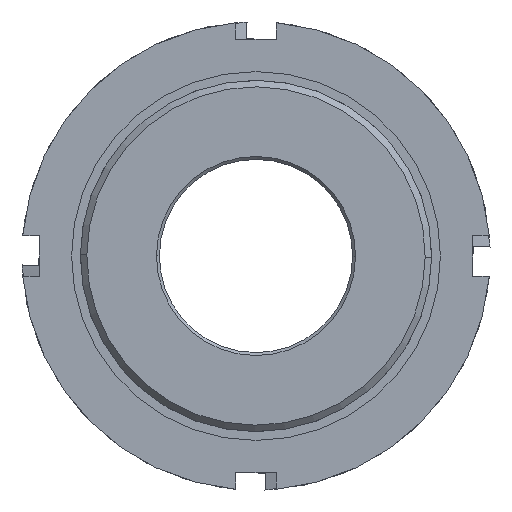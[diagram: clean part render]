
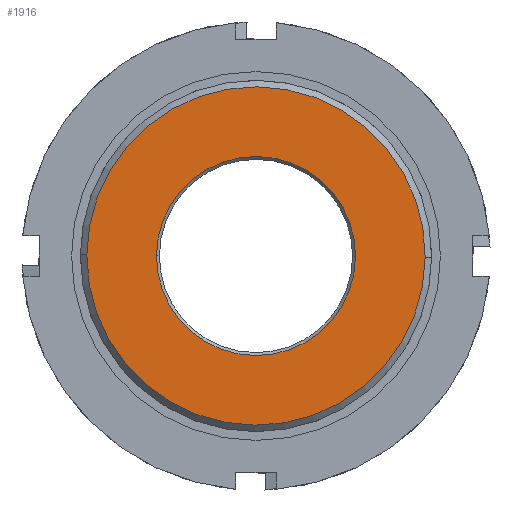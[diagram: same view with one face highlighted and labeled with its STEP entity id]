
A CAD part, front view. The second image highlights one B-rep face of the part: STEP entity #1916.
In plain terms, the highlighted planar face has unit normal (0, -1, 0).
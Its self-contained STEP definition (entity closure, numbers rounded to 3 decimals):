
#103 = DIRECTION ( 'NONE',  ( 0., 1., 0. ) ) ;
#130 = CARTESIAN_POINT ( 'NONE',  ( 0., -39.566, 0. ) ) ;
#183 = DIRECTION ( 'NONE',  ( -1., 0., 0. ) ) ;
#249 = ORIENTED_EDGE ( 'NONE', *, *, #2174, .F. ) ;
#291 = AXIS2_PLACEMENT_3D ( 'NONE', #591, #3419, #2312 ) ;
#402 = AXIS2_PLACEMENT_3D ( 'NONE', #1164, #2871, #1176 ) ;
#434 = CIRCLE ( 'NONE', #966, 28.9 ) ;
#557 = CIRCLE ( 'NONE', #402, 17. ) ;
#563 = EDGE_LOOP ( 'NONE', ( #3220, #249 ) ) ;
#581 = VERTEX_POINT ( 'NONE', #1941 ) ;
#591 = CARTESIAN_POINT ( 'NONE',  ( 0., -39.566, 0. ) ) ;
#673 = DIRECTION ( 'NONE',  ( -1., 0., 0. ) ) ;
#776 = PLANE ( 'NONE',  #2663 ) ;
#857 = CARTESIAN_POINT ( 'NONE',  ( 0., -39.566, 0. ) ) ;
#966 = AXIS2_PLACEMENT_3D ( 'NONE', #857, #2837, #3129 ) ;
#1037 = DIRECTION ( 'NONE',  ( 0., 1., 0. ) ) ;
#1042 = VERTEX_POINT ( 'NONE', #2906 ) ;
#1164 = CARTESIAN_POINT ( 'NONE',  ( 0., -39.566, 0. ) ) ;
#1176 = DIRECTION ( 'NONE',  ( -1., 0., 0. ) ) ;
#1262 = CARTESIAN_POINT ( 'NONE',  ( 17., -39.566, 0. ) ) ;
#1599 = VERTEX_POINT ( 'NONE', #2843 ) ;
#1916 = ADVANCED_FACE ( 'NONE', ( #3204, #2546 ), #776, .F. ) ;
#1941 = CARTESIAN_POINT ( 'NONE',  ( -17., -39.566, 0. ) ) ;
#2136 = EDGE_CURVE ( 'NONE', #3663, #581, #557, .T. ) ;
#2174 = EDGE_CURVE ( 'NONE', #1599, #1042, #434, .T. ) ;
#2312 = DIRECTION ( 'NONE',  ( -1., 0., 0. ) ) ;
#2463 = ORIENTED_EDGE ( 'NONE', *, *, #3188, .T. ) ;
#2546 = FACE_OUTER_BOUND ( 'NONE', #563, .T. ) ;
#2663 = AXIS2_PLACEMENT_3D ( 'NONE', #2740, #1037, #183 ) ;
#2740 = CARTESIAN_POINT ( 'NONE',  ( 16.5, -39.566, 0. ) ) ;
#2767 = EDGE_CURVE ( 'NONE', #1042, #1599, #2882, .T. ) ;
#2782 = ORIENTED_EDGE ( 'NONE', *, *, #2136, .T. ) ;
#2837 = DIRECTION ( 'NONE',  ( 0., 1., 0. ) ) ;
#2843 = CARTESIAN_POINT ( 'NONE',  ( 28.9, -39.566, 0. ) ) ;
#2867 = EDGE_LOOP ( 'NONE', ( #2782, #2463 ) ) ;
#2871 = DIRECTION ( 'NONE',  ( 0., 1., 0. ) ) ;
#2882 = CIRCLE ( 'NONE', #3133, 28.9 ) ;
#2906 = CARTESIAN_POINT ( 'NONE',  ( -28.9, -39.566, 0. ) ) ;
#3129 = DIRECTION ( 'NONE',  ( -1., 0., 0. ) ) ;
#3133 = AXIS2_PLACEMENT_3D ( 'NONE', #130, #103, #673 ) ;
#3188 = EDGE_CURVE ( 'NONE', #581, #3663, #3502, .T. ) ;
#3204 = FACE_BOUND ( 'NONE', #2867, .T. ) ;
#3220 = ORIENTED_EDGE ( 'NONE', *, *, #2767, .F. ) ;
#3419 = DIRECTION ( 'NONE',  ( 0., 1., 0. ) ) ;
#3502 = CIRCLE ( 'NONE', #291, 17. ) ;
#3663 = VERTEX_POINT ( 'NONE', #1262 ) ;
